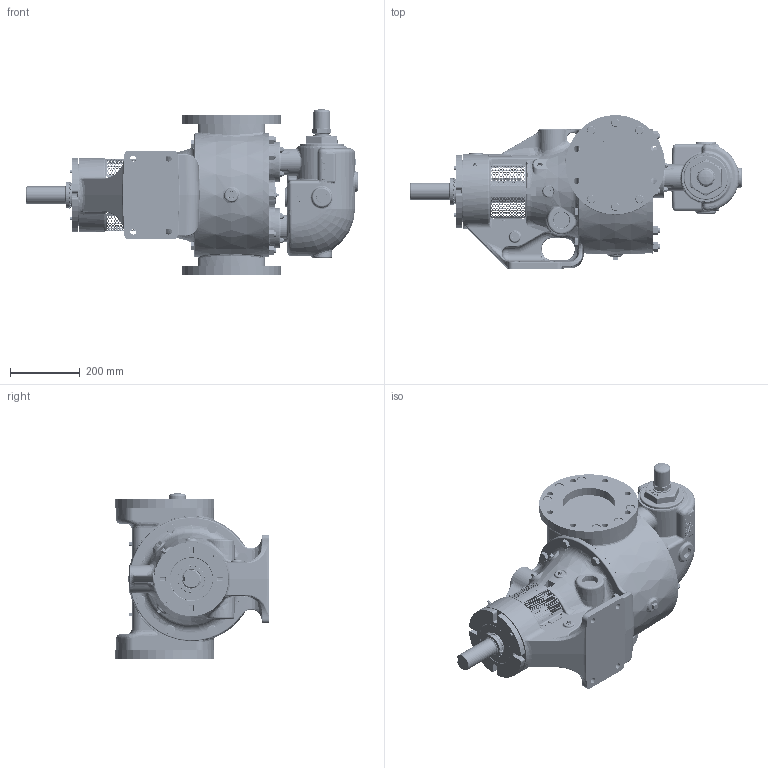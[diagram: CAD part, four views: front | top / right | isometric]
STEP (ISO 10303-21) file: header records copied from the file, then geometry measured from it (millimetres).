
FILE_DESCRIPTION (( 'STEP AP214' ), '1' );
FILE_NAME ('QV-2274.STEP', '2024-02-28T19:10:08', ( '' ), ( '' ), 'SwSTEP 2.0', 'SolidWorks 2022', '' );
FILE_SCHEMA (( 'AUTOMOTIVE_DESIGN' ));
Length unit declared in the file: inch
Products named in the file (1): QV-2274
Bounding box: 952.48 x 440.95 x 474.78 mm (x, y, z)
Volume: 51594971.8 mm3; surface area: 1703653.9 mm2
Topology: 1 solids, 1 shells, 8091 faces, 22159 edges, 14308 vertices
Faces by surface type: bspline 3718, plane 2779, cylinder 779, cone 566, torus 165, sphere 84
Entity records: 399224 total; most frequent: CARTESIAN_POINT 167186, ORIENTED_EDGE 44168, DIRECTION 27432, EDGE_CURVE 22084, VERTEX_POINT 14303, EDGE_LOOP 9691, AXIS2_PLACEMENT_3D 9612, B_SPLINE_CURVE_WITH_KNOTS 8369
